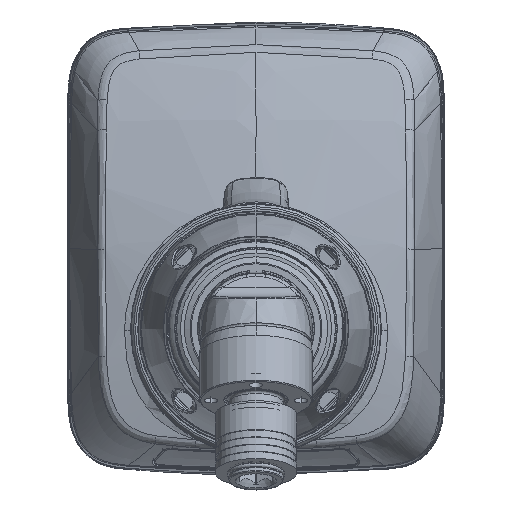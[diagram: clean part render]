
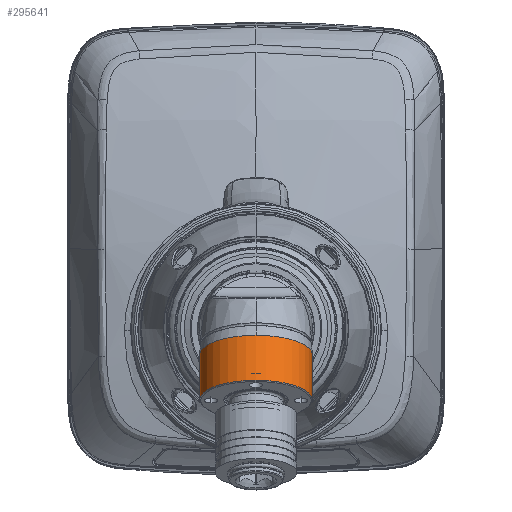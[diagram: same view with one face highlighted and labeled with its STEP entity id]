
A CAD part, top view. The second image highlights one B-rep face of the part: STEP entity #295641.
In plain terms, the highlighted cylindrical face has radius 11 mm (diameter 22 mm), a partial arc.
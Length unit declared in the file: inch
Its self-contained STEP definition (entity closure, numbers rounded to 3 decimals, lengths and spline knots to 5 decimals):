
#156872=CARTESIAN_POINT('',(0.,-0.46393,4.18067));
#156873=DIRECTION('',(0.,0.94,-0.342));
#156874=DIRECTION('',(1.,0.,0.));
#156875=AXIS2_PLACEMENT_3D('',#156872,#156873,#156874);
#156877=DIRECTION('',(0.,-0.94,0.342));
#156878=VECTOR('',#156877,0.09055);
#156879=CARTESIAN_POINT('',(0.43307,-0.46393,
4.18067));
#156880=LINE('',#156879,#156878);
#156881=DIRECTION('',(0.,-0.94,0.342));
#156882=VECTOR('',#156881,0.09055);
#156883=CARTESIAN_POINT('',(-0.43307,-0.46393,
4.18067));
#156884=LINE('',#156883,#156882);
#156885=CARTESIAN_POINT('',(0.,-0.46393,4.18067));
#156886=DIRECTION('',(0.,0.94,-0.342));
#156887=DIRECTION('',(-0.326,-0.323,
-0.888));
#156888=AXIS2_PLACEMENT_3D('',#156885,#156886,#156887);
#156890=DIRECTION('',(0.,0.94,-0.342));
#156891=VECTOR('',#156890,0.13797);
#156892=CARTESIAN_POINT('',(-0.14107,-0.60397,
3.79591));
#156893=LINE('',#156892,#156891);
#156894=CARTESIAN_POINT('',(-0.1411,-0.47427,
3.7487));
#156895=CARTESIAN_POINT('',(-0.15174,-0.47189,
3.75174));
#156896=CARTESIAN_POINT('',(-0.17228,-0.46665,
3.75836));
#156897=CARTESIAN_POINT('',(-0.20551,-0.45608,
3.77144));
#156898=CARTESIAN_POINT('',(-0.2399,-0.44225,
3.78816));
#156899=CARTESIAN_POINT('',(-0.2742,-0.42477,
3.80879));
#156900=CARTESIAN_POINT('',(-0.30457,-0.40568,
3.83092));
#156901=CARTESIAN_POINT('',(-0.33135,-0.38528,
3.85433));
#156902=CARTESIAN_POINT('',(-0.3548,-0.36385,
3.87892));
#156903=CARTESIAN_POINT('',(-0.37516,-0.3416,
3.90471));
#156904=CARTESIAN_POINT('',(-0.39256,-0.31873,
3.93178));
#156905=CARTESIAN_POINT('',(-0.40708,-0.29541,
3.96029));
#156906=CARTESIAN_POINT('',(-0.41866,-0.27181,
3.99042));
#156907=CARTESIAN_POINT('',(-0.42716,-0.24808,
4.02238));
#156908=CARTESIAN_POINT('',(-0.43232,-0.22437,
4.05635));
#156909=CARTESIAN_POINT('',(-0.43325,-0.2087,
4.08044));
#156910=CARTESIAN_POINT('',(-0.43301,-0.20093,
4.09286));
#156912=CARTESIAN_POINT('',(0.,-0.20348,4.08587));
#156913=DIRECTION('',(0.,-0.94,0.342));
#156914=DIRECTION('',(0.,0.342,0.94));
#156915=AXIS2_PLACEMENT_3D('',#156912,#156913,#156914);
#156917=CARTESIAN_POINT('',(0.,-0.20348,4.08587));
#156918=DIRECTION('',(0.,0.94,-0.342));
#156919=DIRECTION('',(0.,0.342,0.94));
#156920=AXIS2_PLACEMENT_3D('',#156917,#156918,#156919);
#156922=CARTESIAN_POINT('',(0.1411,-0.47427,
3.7487));
#156923=CARTESIAN_POINT('',(0.15174,-0.47189,
3.75174));
#156924=CARTESIAN_POINT('',(0.17228,-0.46665,
3.75836));
#156925=CARTESIAN_POINT('',(0.20551,-0.45608,
3.77144));
#156926=CARTESIAN_POINT('',(0.2399,-0.44225,
3.78816));
#156927=CARTESIAN_POINT('',(0.2742,-0.42477,
3.80879));
#156928=CARTESIAN_POINT('',(0.30457,-0.40568,
3.83092));
#156929=CARTESIAN_POINT('',(0.33135,-0.38528,
3.85433));
#156930=CARTESIAN_POINT('',(0.3548,-0.36385,
3.87892));
#156931=CARTESIAN_POINT('',(0.37516,-0.3416,
3.90471));
#156932=CARTESIAN_POINT('',(0.39256,-0.31873,
3.93178));
#156933=CARTESIAN_POINT('',(0.40708,-0.29541,
3.96029));
#156934=CARTESIAN_POINT('',(0.41866,-0.27181,
3.99042));
#156935=CARTESIAN_POINT('',(0.42716,-0.24808,
4.02238));
#156936=CARTESIAN_POINT('',(0.43232,-0.22437,
4.05635));
#156937=CARTESIAN_POINT('',(0.43325,-0.2087,
4.08044));
#156938=CARTESIAN_POINT('',(0.43301,-0.20093,
4.09286));
#156940=DIRECTION('',(0.,0.94,-0.342));
#156941=VECTOR('',#156940,0.13797);
#156942=CARTESIAN_POINT('',(0.14107,-0.60397,
3.79591));
#156943=LINE('',#156942,#156941);
#156953=CARTESIAN_POINT('',(0.,-0.54902,4.21164));
#156954=DIRECTION('',(0.,-0.94,0.342));
#156955=DIRECTION('',(1.,0.,0.));
#156956=AXIS2_PLACEMENT_3D('',#156953,#156954,#156955);
#158674=CARTESIAN_POINT('',(-0.14108,-0.47432,
3.74872));
#158750=CARTESIAN_POINT('',(0.14108,-0.47432,
3.74872));
#204428=CARTESIAN_POINT('',(0.,-0.05536,4.49282));
#204429=CARTESIAN_POINT('',(0.43301,-0.20093,
4.09286));
#204430=VERTEX_POINT('',#204428);
#204431=VERTEX_POINT('',#204429);
#204432=CARTESIAN_POINT('',(-0.43301,-0.20093,
4.09286));
#204433=VERTEX_POINT('',#204432);
#204591=VERTEX_POINT('',#158750);
#204593=VERTEX_POINT('',#158674);
#204626=CARTESIAN_POINT('',(0.43307,-0.54902,
4.21164));
#204627=CARTESIAN_POINT('',(-0.43307,-0.54902,
4.21164));
#204628=VERTEX_POINT('',#204626);
#204629=VERTEX_POINT('',#204627);
#204662=CARTESIAN_POINT('',(0.43307,-0.46393,
4.18067));
#204663=CARTESIAN_POINT('',(0.14107,-0.60397,
3.79591));
#204664=VERTEX_POINT('',#204662);
#204665=VERTEX_POINT('',#204663);
#204670=CARTESIAN_POINT('',(-0.14107,-0.60397,
3.79591));
#204671=CARTESIAN_POINT('',(-0.43307,-0.46393,
4.18067));
#204672=VERTEX_POINT('',#204670);
#204673=VERTEX_POINT('',#204671);
#295616=CARTESIAN_POINT('',(0.,-0.58268,4.22389));
#295617=DIRECTION('',(0.,0.94,-0.342));
#295618=DIRECTION('',(0.,-0.342,-0.94));
#295619=AXIS2_PLACEMENT_3D('',#295616,#295617,#295618);
#295620=CYLINDRICAL_SURFACE('',#295619,0.43307);
#295621=ORIENTED_EDGE('',*,*,#295598,.F.);
#295622=ORIENTED_EDGE('',*,*,#295611,.T.);
#295624=ORIENTED_EDGE('',*,*,#295623,.T.);
#295625=ORIENTED_EDGE('',*,*,#295607,.F.);
#295626=ORIENTED_EDGE('',*,*,#295605,.F.);
#295628=ORIENTED_EDGE('',*,*,#295627,.T.);
#295630=ORIENTED_EDGE('',*,*,#295629,.T.);
#295632=ORIENTED_EDGE('',*,*,#295631,.F.);
#295634=ORIENTED_EDGE('',*,*,#295633,.T.);
#295636=ORIENTED_EDGE('',*,*,#295635,.F.);
#295638=ORIENTED_EDGE('',*,*,#295637,.F.);
#295639=EDGE_LOOP('',(#295621,#295622,#295624,#295625,#295626,#295628,#295630,
#295632,#295634,#295636,#295638));
#295640=FACE_OUTER_BOUND('',#295639,.F.);
#295641=ADVANCED_FACE('',(#295640),#295620,.T.);
#156876=CIRCLE('',#156875,0.43307);
#156889=CIRCLE('',#156888,0.43307);
#156911=B_SPLINE_CURVE_WITH_KNOTS('',3,(#156894,#156895,#156896,#156897,#156898,
#156899,#156900,#156901,#156902,#156903,#156904,#156905,#156906,#156907,#156908,
#156909,#156910),.UNSPECIFIED.,.F.,.F.,(4,1,1,1,1,1,1,1,1,1,1,1,1,1,4),(0.,
0.05072,0.10145,0.17633,0.25121,
0.32609,0.40097,0.47584,0.55072,
0.6256,0.70048,0.77536,0.85024,
0.92512,1.),.UNSPECIFIED.);
#156916=CIRCLE('',#156915,0.43307);
#156921=CIRCLE('',#156920,0.43307);
#156939=B_SPLINE_CURVE_WITH_KNOTS('',3,(#156922,#156923,#156924,#156925,#156926,
#156927,#156928,#156929,#156930,#156931,#156932,#156933,#156934,#156935,#156936,
#156937,#156938),.UNSPECIFIED.,.F.,.F.,(4,1,1,1,1,1,1,1,1,1,1,1,1,1,4),(0.,
0.05072,0.10145,0.17633,0.25121,
0.32609,0.40097,0.47584,0.55072,
0.6256,0.70048,0.77536,0.85024,
0.92512,1.),.UNSPECIFIED.);
#156957=CIRCLE('',#156956,0.43307);
#295598=EDGE_CURVE('',#204664,#204665,#156876,.T.);
#295605=EDGE_CURVE('',#204672,#204673,#156889,.T.);
#295607=EDGE_CURVE('',#204673,#204629,#156884,.T.);
#295611=EDGE_CURVE('',#204664,#204628,#156880,.T.);
#295623=EDGE_CURVE('',#204628,#204629,#156957,.T.);
#295627=EDGE_CURVE('',#204672,#204593,#156893,.T.);
#295629=EDGE_CURVE('',#204593,#204433,#156911,.T.);
#295631=EDGE_CURVE('',#204430,#204433,#156916,.T.);
#295633=EDGE_CURVE('',#204430,#204431,#156921,.T.);
#295635=EDGE_CURVE('',#204591,#204431,#156939,.T.);
#295637=EDGE_CURVE('',#204665,#204591,#156943,.T.);
